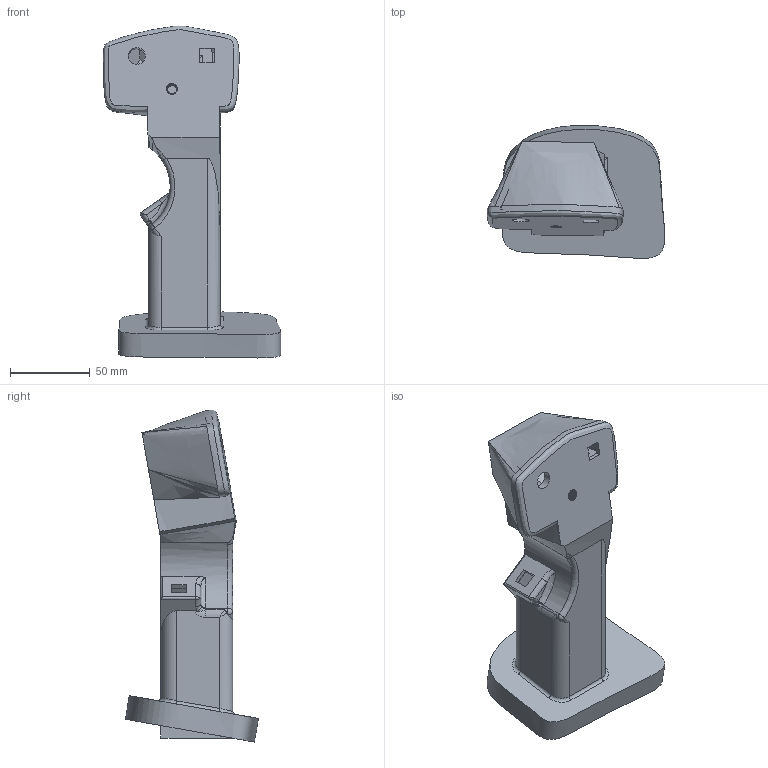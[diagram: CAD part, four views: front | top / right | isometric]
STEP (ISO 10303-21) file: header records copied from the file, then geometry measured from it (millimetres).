
FILE_DESCRIPTION(/* description */ (''),/* implementation_level */ '2;1');
FILE_NAME(/* name */ 'joystick v10.step',/* time_stamp */ '2025-07-01T21:54:40-04:00',/* author */ (''),/* organization */ (''),/* preprocessor_version */ 'ST-DEVELOPER v20.1',/* originating_system */ 'Autodesk Translation Framework v14.10.0.0',/* authorisation */ '');
FILE_SCHEMA (('AUTOMOTIVE_DESIGN { 1 0 10303 214 3 1 1 }'));
Length unit declared in the file: millimetre
Products named in the file (1): joystick
Bounding box: 111.37 x 83.57 x 208.51 mm (x, y, z)
Volume: 310965.9 mm3; surface area: 89445.5 mm2
Topology: 1 solids, 2 shells, 187 faces, 505 edges, 323 vertices
Faces by surface type: plane 94, bspline 47, cylinder 43, torus 2, sphere 1
Full cylindrical faces by diameter (mm): 6.283 x6, 7.12 x2, 10 x1, 10.7 x1
Entity records: 11321 total; most frequent: CARTESIAN_POINT 6944, ORIENTED_EDGE 1003, DIRECTION 717, EDGE_CURVE 503, VERTEX_POINT 323, LINE 321, VECTOR 321, EDGE_LOOP 203
